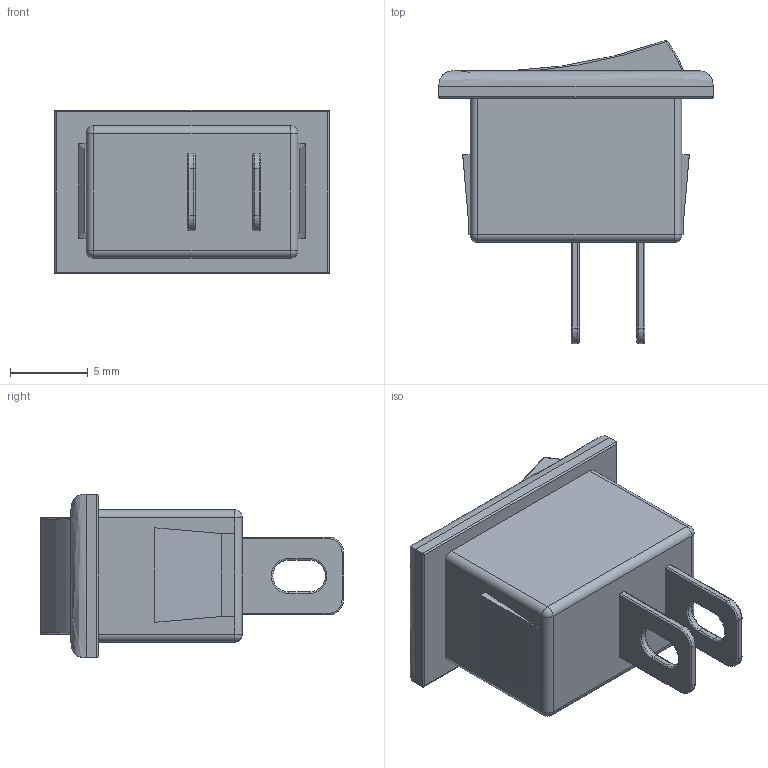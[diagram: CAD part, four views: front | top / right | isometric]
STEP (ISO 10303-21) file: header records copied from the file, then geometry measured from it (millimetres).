
FILE_DESCRIPTION(/* description */ (''),/* implementation_level */ '2;1');
FILE_NAME(/* name */ 'interrupteur SPST.stp',/* time_stamp */ '2018-09-26T16:38:15-04:00',/* author */ ('yvonq'),/* organization */ (''),/* preprocessor_version */ 'ST-DEVELOPER v17',/* originating_system */ 'Autodesk Inventor 2018',/* authorisation */ '');
FILE_SCHEMA (('AUTOMOTIVE_DESIGN { 1 0 10303 214 3 1 1 }'));
Length unit declared in the file: millimetre
Products named in the file (1): switch
Bounding box: 17.6 x 19.46 x 10.5 mm (x, y, z)
Volume: 1479.3 mm3; surface area: 1032.4 mm2
Topology: 1 solids, 1 shells, 127 faces, 293 edges, 172 vertices
Faces by surface type: plane 54, cylinder 43, torus 20, sphere 6, bspline 4
Entity records: 3854 total; most frequent: CARTESIAN_POINT 767, DIRECTION 647, ORIENTED_EDGE 586, EDGE_CURVE 293, AXIS2_PLACEMENT_3D 236, LINE 175, VECTOR 175, VERTEX_POINT 172
